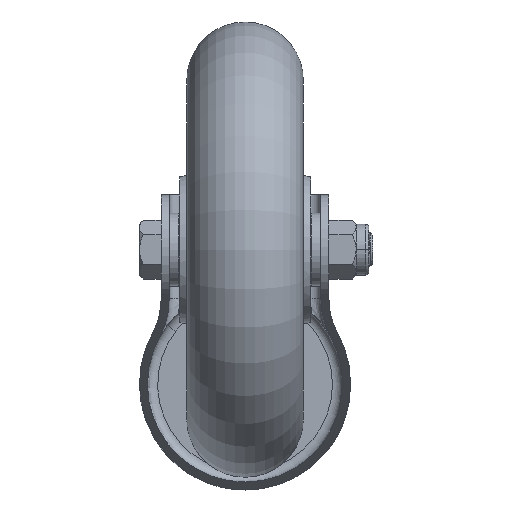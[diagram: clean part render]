
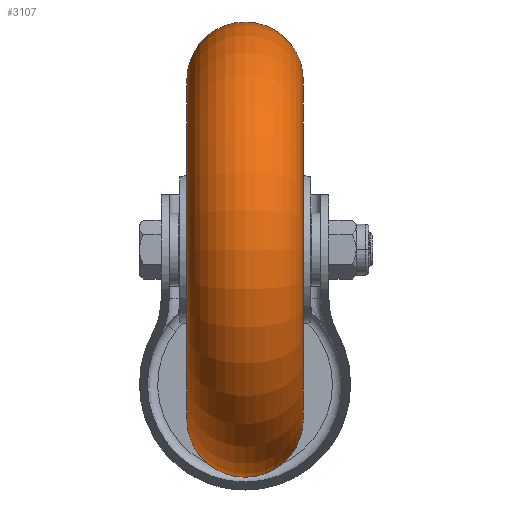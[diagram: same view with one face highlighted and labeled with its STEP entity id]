
A CAD part, front view. The second image highlights one B-rep face of the part: STEP entity #3107.
In plain terms, the highlighted toroidal (fillet/blend) face has major radius 46.5 mm and minor radius 16 mm.
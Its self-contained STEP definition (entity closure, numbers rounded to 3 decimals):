
#77 = ORIENTED_EDGE ( 'NONE', *, *, #1555, .T. ) ;
#218 = DIRECTION ( 'NONE',  ( 0., 0., -1. ) ) ;
#245 = EDGE_LOOP ( 'NONE', ( #9840, #77, #16867, #15222 ) ) ;
#1106 = DIRECTION ( 'NONE',  ( 1., 0., 0. ) ) ;
#1525 = CARTESIAN_POINT ( 'NONE',  ( 16., 0., 46.5 ) ) ;
#1536 = AXIS2_PLACEMENT_3D ( 'NONE', #11483, #10123, #14099 ) ;
#1555 = EDGE_CURVE ( 'NONE', #14990, #6201, #13491, .T. ) ;
#1793 = EDGE_CURVE ( 'NONE', #10234, #12611, #13756, .T. ) ;
#2515 = AXIS2_PLACEMENT_3D ( 'NONE', #12877, #8547, #10264 ) ;
#3107 = ADVANCED_FACE ( 'NONE', ( #8447 ), #15742, .T. ) ;
#4173 = CIRCLE ( 'NONE', #5612, 46.5 ) ;
#5612 = AXIS2_PLACEMENT_3D ( 'NONE', #14156, #12626, #10181 ) ;
#5642 = DIRECTION ( 'NONE',  ( -1., 0., 0. ) ) ;
#5857 = EDGE_CURVE ( 'NONE', #10234, #14990, #4173, .T. ) ;
#5963 = AXIS2_PLACEMENT_3D ( 'NONE', #6981, #8345, #1106 ) ;
#6201 = VERTEX_POINT ( 'NONE', #7872 ) ;
#6518 = EDGE_CURVE ( 'NONE', #12611, #6201, #15992, .T. ) ;
#6840 = CARTESIAN_POINT ( 'NONE',  ( -16., 0., -46.5 ) ) ;
#6981 = CARTESIAN_POINT ( 'NONE',  ( 0., 0., -46.5 ) ) ;
#7243 = CARTESIAN_POINT ( 'NONE',  ( 16., 0., -46.5 ) ) ;
#7872 = CARTESIAN_POINT ( 'NONE',  ( -16., 0., 46.5 ) ) ;
#8345 = DIRECTION ( 'NONE',  ( 0., 1., 0. ) ) ;
#8447 = FACE_OUTER_BOUND ( 'NONE', #245, .T. ) ;
#8547 = DIRECTION ( 'NONE',  ( 0., -1., 0. ) ) ;
#9840 = ORIENTED_EDGE ( 'NONE', *, *, #5857, .T. ) ;
#10123 = DIRECTION ( 'NONE',  ( -1., 0., 0. ) ) ;
#10181 = DIRECTION ( 'NONE',  ( 0., 0., -1. ) ) ;
#10234 = VERTEX_POINT ( 'NONE', #7243 ) ;
#10264 = DIRECTION ( 'NONE',  ( 1., 0., 0. ) ) ;
#11483 = CARTESIAN_POINT ( 'NONE',  ( -16., 0., 0. ) ) ;
#12611 = VERTEX_POINT ( 'NONE', #6840 ) ;
#12626 = DIRECTION ( 'NONE',  ( -1., 0., 0. ) ) ;
#12877 = CARTESIAN_POINT ( 'NONE',  ( 0., 0., 46.5 ) ) ;
#13491 = CIRCLE ( 'NONE', #2515, 16. ) ;
#13756 = CIRCLE ( 'NONE', #5963, 16. ) ;
#13967 = CARTESIAN_POINT ( 'NONE',  ( 0., 0., 0. ) ) ;
#14099 = DIRECTION ( 'NONE',  ( 0., 0., -1. ) ) ;
#14156 = CARTESIAN_POINT ( 'NONE',  ( 16., 0., 0. ) ) ;
#14876 = AXIS2_PLACEMENT_3D ( 'NONE', #13967, #5642, #218 ) ;
#14990 = VERTEX_POINT ( 'NONE', #1525 ) ;
#15222 = ORIENTED_EDGE ( 'NONE', *, *, #1793, .F. ) ;
#15742 = TOROIDAL_SURFACE ( 'NONE', #14876, 46.5, 16. ) ;
#15992 = CIRCLE ( 'NONE', #1536, 46.5 ) ;
#16867 = ORIENTED_EDGE ( 'NONE', *, *, #6518, .F. ) ;
